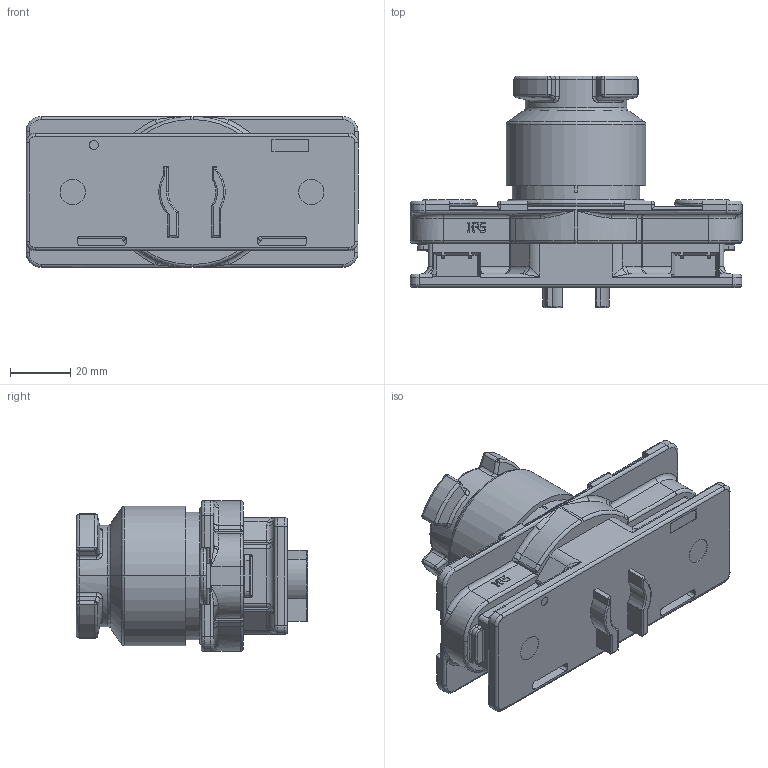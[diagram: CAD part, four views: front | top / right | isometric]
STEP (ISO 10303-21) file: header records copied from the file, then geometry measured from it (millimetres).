
FILE_DESCRIPTION(('Creo Elements/Direct Modeling STEP Export'),'2;1');
FILE_NAME('EM30MSD(WEB).stp','2016-09-09T17:39:54',(''),(''),'Creo Elements/Direct Modeling STEP processor for AP214 (Solid Model)','Creo Elements/Direct Modeling 18.1E 22-Nov-2013 (C) Parametric Technology GmbH','');
FILE_SCHEMA(('AUTOMOTIVE_DESIGN { 1 0 10303 214 1 1 1 1 }'));
Length unit declared in the file: millimetre
Products named in the file (2): EM30MSD
Assembly tree (1 placements, depth 2):
  EM30MSD
    EM30MSD
Bounding box: 110 x 76.75 x 50 mm (x, y, z)
Volume: 157078.9 mm3; surface area: 30871.3 mm2
Topology: 1 solids, 1 shells, 937 faces, 2366 edges, 1414 vertices
Faces by surface type: plane 345, cylinder 315, torus 136, bspline 75, sphere 33, extrusion 25, cone 8
Entity records: 36239 total; most frequent: CARTESIAN_POINT 14273, ORIENTED_EDGE 4634, DIRECTION 4528, EDGE_CURVE 2317, AXIS2_PLACEMENT_3D 1627, VERTEX_POINT 1414, VECTOR 1274, LINE 1249
